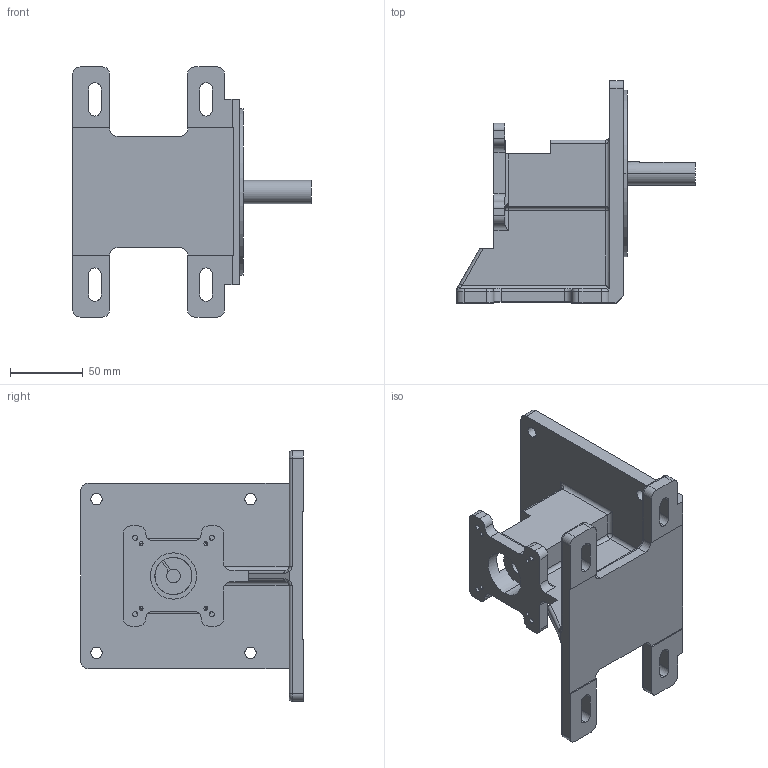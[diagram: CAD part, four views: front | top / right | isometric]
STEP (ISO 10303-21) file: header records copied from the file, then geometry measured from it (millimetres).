
FILE_DESCRIPTION (( 'STEP AP214' ), '1' );
FILE_NAME ('11009-001 Foot NEMA 56 Hi load.STEP', '2013-11-19T17:48:27', ( '' ), ( '' ), 'SwSTEP 2.0', 'SolidWorks 2012', '' );
FILE_SCHEMA (( 'AUTOMOTIVE_DESIGN' ));
Length unit declared in the file: inch
Products named in the file (3): dummy coupling; high-load-bearing-support; 11009-001 Foot NEMA 56 Hi load
Assembly tree (2 placements, depth 2):
  11009-001 Foot NEMA 56 Hi load
    high-load-bearing-support
    dummy coupling
Bounding box: 163.58 x 152.4 x 171.45 mm (x, y, z)
Volume: 506480 mm3; surface area: 118931.5 mm2
Topology: 2 solids, 2 shells, 285 faces, 802 edges, 511 vertices
Faces by surface type: cylinder 145, plane 110, torus 14, bspline 8, cone 4, sphere 4
Entity records: 10667 total; most frequent: CARTESIAN_POINT 2943, ORIENTED_EDGE 1584, DIRECTION 1511, EDGE_CURVE 792, AXIS2_PLACEMENT_3D 542, VERTEX_POINT 511, LINE 427, VECTOR 427
